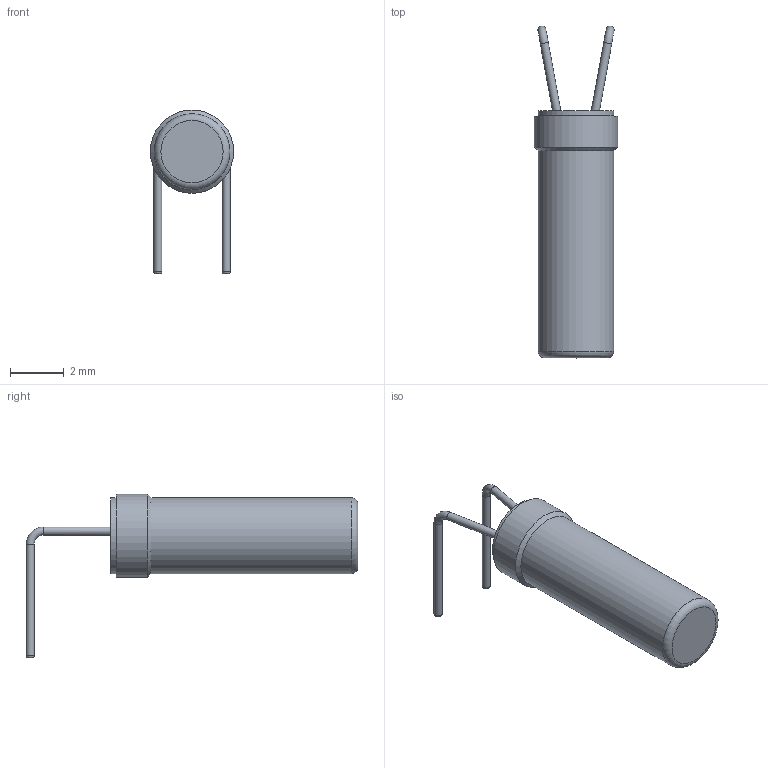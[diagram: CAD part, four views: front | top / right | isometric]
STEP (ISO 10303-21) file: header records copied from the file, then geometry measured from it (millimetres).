
FILE_DESCRIPTION(/* description */ ('model of Crystal_AT310_D3.0mm_L10.0mm_Horizontal_1EP_style1'),/* implementation_level */ '2;1');
FILE_NAME(/* name */ 'Crystal_AT310_D3.0mm_L10.0mm_Horizontal_1EP_style1.step',/* time_stamp */ '2019-07-06T22:04:06',/* author */ ('kicad StepUp','ksu'),/* organization */ ('FreeCAD'),/* preprocessor_version */ 'OCC',/* originating_system */ 'kicad StepUp',/* authorisation */ '');
FILE_SCHEMA(('AUTOMOTIVE_DESIGN { 1 0 10303 214 1 1 1 1 }'));
Length unit declared in the file: millimetre
Products named in the file (1): AT310_Horizontal_1EP_1
Bounding box: 3.1 x 12.35 x 6.1 mm (x, y, z)
Volume: 59.9 mm3; surface area: 110.1 mm2
Topology: 1 solids, 1 shells, 18 faces, 30 edges, 17 vertices
Faces by surface type: cylinder 7, torus 5, plane 5, cone 1
Full cylindrical faces by diameter (mm): 0.3 x4, 2.818 x2, 3.1 x1
Entity records: 564 total; most frequent: DIRECTION 90, CARTESIAN_POINT 66, ORIENTED_EDGE 60, AXIS2_PLACEMENT_3D 41, EDGE_CURVE 30, FACE_BOUND 21, EDGE_LOOP 21, CIRCLE 20
